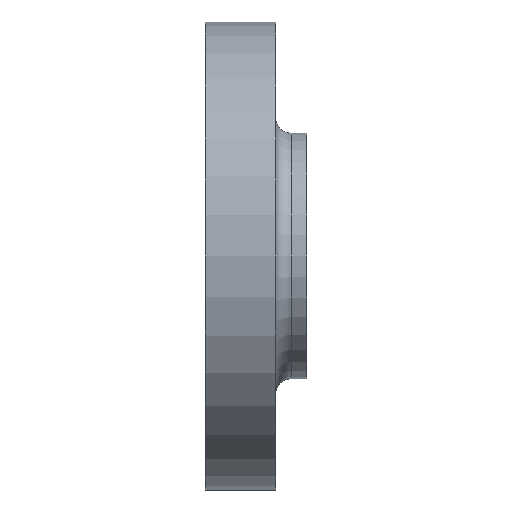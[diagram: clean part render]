
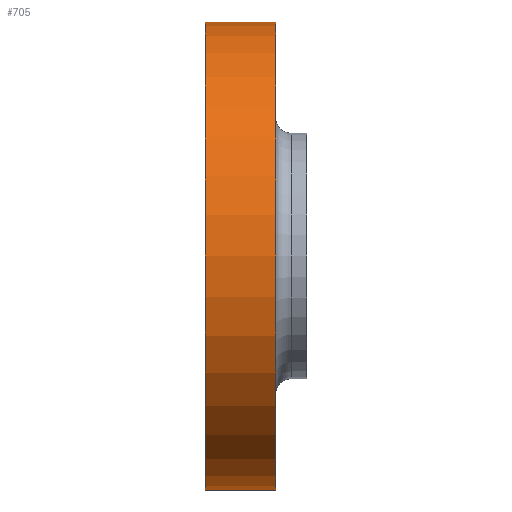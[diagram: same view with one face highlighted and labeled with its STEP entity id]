
A CAD part, front view. The second image highlights one B-rep face of the part: STEP entity #705.
In plain terms, the highlighted cylindrical face has radius 95.25 mm (diameter 190.5 mm), a partial arc.
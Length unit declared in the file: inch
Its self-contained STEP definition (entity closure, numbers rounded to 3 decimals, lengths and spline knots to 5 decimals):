
#21 = CARTESIAN_POINT ( 'NONE',  ( 0., 0., -3.75 ) ) ;
#57 = VECTOR ( 'NONE', #689, 39.37008 ) ;
#112 = CARTESIAN_POINT ( 'NONE',  ( 0., 0., 0. ) ) ;
#119 = CARTESIAN_POINT ( 'NONE',  ( 0.42486, 0., 0. ) ) ;
#124 = CARTESIAN_POINT ( 'NONE',  ( 0., 0., 3.75 ) ) ;
#127 = VERTEX_POINT ( 'NONE', #580 ) ;
#160 = ORIENTED_EDGE ( 'NONE', *, *, #634, .F. ) ;
#176 = EDGE_CURVE ( 'NONE', #1004, #475, #1027, .T. ) ;
#272 = DIRECTION ( 'NONE',  ( 0., 0., 1. ) ) ;
#326 = AXIS2_PLACEMENT_3D ( 'NONE', #119, #759, #436 ) ;
#414 = EDGE_CURVE ( 'NONE', #1004, #556, #878, .T. ) ;
#430 = VECTOR ( 'NONE', #572, 39.37008 ) ;
#436 = DIRECTION ( 'NONE',  ( 0., 0., 1. ) ) ;
#439 = CYLINDRICAL_SURFACE ( 'NONE', #910, 3.75 ) ;
#475 = VERTEX_POINT ( 'NONE', #1019 ) ;
#539 = ORIENTED_EDGE ( 'NONE', *, *, #712, .T. ) ;
#552 = CIRCLE ( 'NONE', #326, 3.75 ) ;
#556 = VERTEX_POINT ( 'NONE', #786 ) ;
#572 = DIRECTION ( 'NONE',  ( -1., 0., 0. ) ) ;
#580 = CARTESIAN_POINT ( 'NONE',  ( 0.42486, 0., 3.75 ) ) ;
#602 = LINE ( 'NONE', #124, #57 ) ;
#606 = DIRECTION ( 'NONE',  ( -1., 0., 0. ) ) ;
#621 = ORIENTED_EDGE ( 'NONE', *, *, #176, .T. ) ;
#634 = EDGE_CURVE ( 'NONE', #556, #127, #552, .T. ) ;
#653 = CARTESIAN_POINT ( 'NONE',  ( 1.54986, 0., 0. ) ) ;
#689 = DIRECTION ( 'NONE',  ( -1., 0., 0. ) ) ;
#704 = CARTESIAN_POINT ( 'NONE',  ( 1.54986, 0., -3.75 ) ) ;
#705 = ADVANCED_FACE ( 'NONE', ( #1002 ), #439, .T. ) ;
#712 = EDGE_CURVE ( 'NONE', #475, #127, #602, .T. ) ;
#715 = EDGE_LOOP ( 'NONE', ( #1017, #621, #539, #160 ) ) ;
#742 = DIRECTION ( 'NONE',  ( 0., 0., 1. ) ) ;
#747 = AXIS2_PLACEMENT_3D ( 'NONE', #653, #968, #742 ) ;
#759 = DIRECTION ( 'NONE',  ( -1., 0., 0. ) ) ;
#786 = CARTESIAN_POINT ( 'NONE',  ( 0.42486, 0., -3.75 ) ) ;
#878 = LINE ( 'NONE', #21, #430 ) ;
#910 = AXIS2_PLACEMENT_3D ( 'NONE', #112, #606, #272 ) ;
#968 = DIRECTION ( 'NONE',  ( -1., 0., 0. ) ) ;
#1002 = FACE_OUTER_BOUND ( 'NONE', #715, .T. ) ;
#1004 = VERTEX_POINT ( 'NONE', #704 ) ;
#1017 = ORIENTED_EDGE ( 'NONE', *, *, #414, .F. ) ;
#1019 = CARTESIAN_POINT ( 'NONE',  ( 1.54986, 0., 3.75 ) ) ;
#1027 = CIRCLE ( 'NONE', #747, 3.75 ) ;
